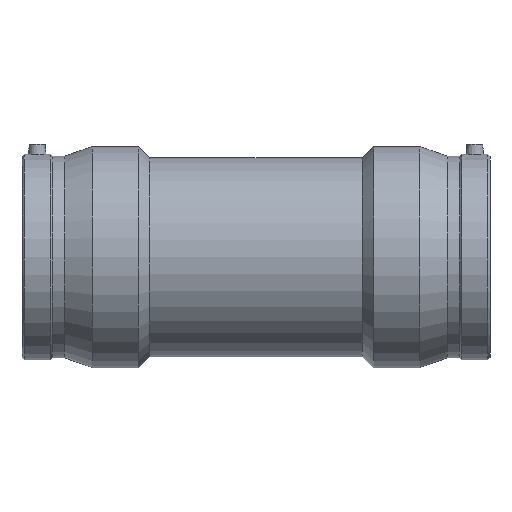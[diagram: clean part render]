
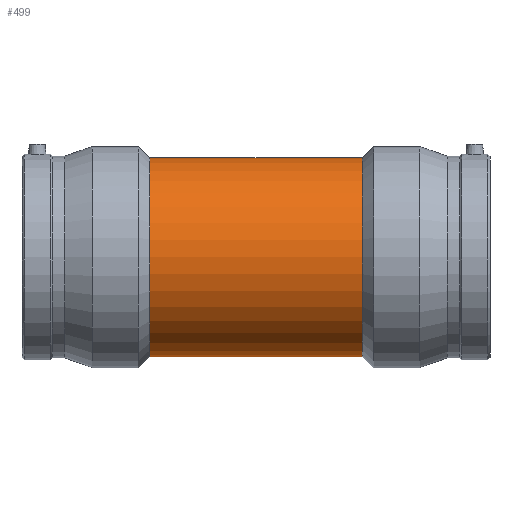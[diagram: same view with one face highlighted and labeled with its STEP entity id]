
A CAD part, top view. The second image highlights one B-rep face of the part: STEP entity #499.
In plain terms, the highlighted cylindrical face has radius 93.6 mm (diameter 187.2 mm), a full revolution.
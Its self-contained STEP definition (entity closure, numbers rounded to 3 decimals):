
#30=B_SPLINE_CURVE_WITH_KNOTS('',3,(#865,#866,#867,#868,#869,#870,#871,
#872,#873,#874,#875,#876,#877,#878,#879,#880,#881,#882,#883,#884,#885,#886,
#887,#888,#889,#890,#891,#892,#893,#894,#895,#896,#897,#898,#899,#900,#901,
#902,#903,#904,#905,#906,#907,#908,#909,#910,#911,#912,#913,#914,#915,#916,
#917,#918,#919,#920,#921,#922,#923,#924,#925,#926,#927,#928,#929,#930),
 .UNSPECIFIED.,.T.,.F.,(4,2,2,2,2,2,2,2,2,2,2,2,2,2,2,2,2,2,2,2,2,2,2,2,
2,2,2,2,2,2,2,2,4),(0.,1.129,2.258,3.386,
4.515,5.636,6.756,7.877,8.997,
10.117,11.238,12.358,13.479,14.608,
15.736,16.865,17.994,19.123,20.252,
21.38,22.509,23.63,24.75,25.87,
26.991,28.111,29.232,30.352,31.473,
32.602,33.73,34.859,35.988),
 .UNSPECIFIED.);
#69=FACE_BOUND('',#187,.T.);
#70=FACE_BOUND('',#188,.T.);
#117=FACE_OUTER_BOUND('',#186,.T.);
#186=EDGE_LOOP('',(#412));
#187=EDGE_LOOP('',(#413));
#188=EDGE_LOOP('',(#414));
#251=CIRCLE('',#568,93.6);
#252=CIRCLE('',#570,93.6);
#276=VERTEX_POINT('',#864);
#297=VERTEX_POINT('',#1058);
#298=VERTEX_POINT('',#1061);
#322=EDGE_CURVE('',#276,#276,#30,.T.);
#343=EDGE_CURVE('',#297,#297,#251,.T.);
#344=EDGE_CURVE('',#298,#298,#252,.T.);
#412=ORIENTED_EDGE('',*,*,#343,.T.);
#413=ORIENTED_EDGE('',*,*,#322,.T.);
#414=ORIENTED_EDGE('',*,*,#344,.F.);
#465=CYLINDRICAL_SURFACE('',#569,93.6);
#499=ADVANCED_FACE('',(#117,#69,#70),#465,.T.);
#568=AXIS2_PLACEMENT_3D('',#1059,#704,#705);
#569=AXIS2_PLACEMENT_3D('',#1060,#706,#707);
#570=AXIS2_PLACEMENT_3D('',#1062,#708,#709);
#704=DIRECTION('center_axis',(1.,0.,0.));
#705=DIRECTION('ref_axis',(0.,0.,-1.));
#706=DIRECTION('center_axis',(1.,0.,0.));
#707=DIRECTION('ref_axis',(0.,1.,0.));
#708=DIRECTION('center_axis',(1.,0.,0.));
#709=DIRECTION('ref_axis',(0.,0.,-1.));
#864=CARTESIAN_POINT('',(0.,-57.75,-73.661));
#865=CARTESIAN_POINT('Ctrl Pts',(0.,-57.75,-73.661));
#866=CARTESIAN_POINT('Ctrl Pts',(3.763,-57.75,-73.661));
#867=CARTESIAN_POINT('Ctrl Pts',(7.601,-57.377,-73.958));
#868=CARTESIAN_POINT('Ctrl Pts',(15.149,-55.86,-75.11));
#869=CARTESIAN_POINT('Ctrl Pts',(18.86,-54.718,-75.962));
#870=CARTESIAN_POINT('Ctrl Pts',(25.922,-51.747,-78.016));
#871=CARTESIAN_POINT('Ctrl Pts',(29.281,-49.917,-79.216));
#872=CARTESIAN_POINT('Ctrl Pts',(35.479,-45.72,-81.711));
#873=CARTESIAN_POINT('Ctrl Pts',(38.319,-43.352,-83.002));
#874=CARTESIAN_POINT('Ctrl Pts',(43.334,-38.337,-85.434));
#875=CARTESIAN_POINT('Ctrl Pts',(45.698,-35.508,-86.667));
#876=CARTESIAN_POINT('Ctrl Pts',(49.902,-29.307,-88.955));
#877=CARTESIAN_POINT('Ctrl Pts',(51.741,-25.936,-90.009));
#878=CARTESIAN_POINT('Ctrl Pts',(54.723,-18.847,-91.756));
#879=CARTESIAN_POINT('Ctrl Pts',(55.868,-15.121,-92.449));
#880=CARTESIAN_POINT('Ctrl Pts',(57.382,-7.565,-93.371));
#881=CARTESIAN_POINT('Ctrl Pts',(57.75,-3.735,-93.6));
#882=CARTESIAN_POINT('Ctrl Pts',(57.75,3.735,-93.6));
#883=CARTESIAN_POINT('Ctrl Pts',(57.382,7.565,-93.371));
#884=CARTESIAN_POINT('Ctrl Pts',(55.868,15.121,-92.449));
#885=CARTESIAN_POINT('Ctrl Pts',(54.723,18.847,-91.756));
#886=CARTESIAN_POINT('Ctrl Pts',(51.741,25.936,-90.009));
#887=CARTESIAN_POINT('Ctrl Pts',(49.902,29.307,-88.955));
#888=CARTESIAN_POINT('Ctrl Pts',(45.698,35.508,-86.667));
#889=CARTESIAN_POINT('Ctrl Pts',(43.334,38.337,-85.434));
#890=CARTESIAN_POINT('Ctrl Pts',(38.319,43.352,-83.002));
#891=CARTESIAN_POINT('Ctrl Pts',(35.479,45.72,-81.711));
#892=CARTESIAN_POINT('Ctrl Pts',(29.281,49.917,-79.216));
#893=CARTESIAN_POINT('Ctrl Pts',(25.922,51.747,-78.016));
#894=CARTESIAN_POINT('Ctrl Pts',(18.86,54.718,-75.962));
#895=CARTESIAN_POINT('Ctrl Pts',(15.149,55.86,-75.11));
#896=CARTESIAN_POINT('Ctrl Pts',(7.601,57.377,-73.958));
#897=CARTESIAN_POINT('Ctrl Pts',(3.763,57.75,-73.661));
#898=CARTESIAN_POINT('Ctrl Pts',(-3.763,57.75,-73.661));
#899=CARTESIAN_POINT('Ctrl Pts',(-7.601,57.377,-73.958));
#900=CARTESIAN_POINT('Ctrl Pts',(-15.149,55.86,-75.11));
#901=CARTESIAN_POINT('Ctrl Pts',(-18.86,54.718,-75.962));
#902=CARTESIAN_POINT('Ctrl Pts',(-25.922,51.747,-78.016));
#903=CARTESIAN_POINT('Ctrl Pts',(-29.281,49.917,-79.216));
#904=CARTESIAN_POINT('Ctrl Pts',(-35.479,45.72,-81.711));
#905=CARTESIAN_POINT('Ctrl Pts',(-38.319,43.352,-83.002));
#906=CARTESIAN_POINT('Ctrl Pts',(-43.334,38.337,-85.434));
#907=CARTESIAN_POINT('Ctrl Pts',(-45.698,35.508,-86.667));
#908=CARTESIAN_POINT('Ctrl Pts',(-49.902,29.307,-88.955));
#909=CARTESIAN_POINT('Ctrl Pts',(-51.741,25.936,-90.009));
#910=CARTESIAN_POINT('Ctrl Pts',(-54.723,18.847,-91.756));
#911=CARTESIAN_POINT('Ctrl Pts',(-55.868,15.121,-92.449));
#912=CARTESIAN_POINT('Ctrl Pts',(-57.382,7.565,-93.371));
#913=CARTESIAN_POINT('Ctrl Pts',(-57.75,3.735,-93.6));
#914=CARTESIAN_POINT('Ctrl Pts',(-57.75,-3.735,-93.6));
#915=CARTESIAN_POINT('Ctrl Pts',(-57.382,-7.565,-93.371));
#916=CARTESIAN_POINT('Ctrl Pts',(-55.868,-15.121,-92.449));
#917=CARTESIAN_POINT('Ctrl Pts',(-54.723,-18.847,-91.756));
#918=CARTESIAN_POINT('Ctrl Pts',(-51.741,-25.936,-90.009));
#919=CARTESIAN_POINT('Ctrl Pts',(-49.902,-29.307,-88.955));
#920=CARTESIAN_POINT('Ctrl Pts',(-45.698,-35.508,-86.667));
#921=CARTESIAN_POINT('Ctrl Pts',(-43.334,-38.337,-85.434));
#922=CARTESIAN_POINT('Ctrl Pts',(-38.319,-43.352,-83.002));
#923=CARTESIAN_POINT('Ctrl Pts',(-35.479,-45.72,-81.711));
#924=CARTESIAN_POINT('Ctrl Pts',(-29.281,-49.917,-79.216));
#925=CARTESIAN_POINT('Ctrl Pts',(-25.922,-51.747,-78.016));
#926=CARTESIAN_POINT('Ctrl Pts',(-18.86,-54.718,-75.962));
#927=CARTESIAN_POINT('Ctrl Pts',(-15.149,-55.86,-75.11));
#928=CARTESIAN_POINT('Ctrl Pts',(-7.601,-57.377,-73.958));
#929=CARTESIAN_POINT('Ctrl Pts',(-3.763,-57.75,-73.661));
#930=CARTESIAN_POINT('Ctrl Pts',(0.,-57.75,-73.661));
#1058=CARTESIAN_POINT('',(-100.1,93.6,0.));
#1059=CARTESIAN_POINT('Origin',(-100.1,0.,0.));
#1060=CARTESIAN_POINT('Origin',(0.,0.,0.));
#1061=CARTESIAN_POINT('',(100.1,93.6,0.));
#1062=CARTESIAN_POINT('Origin',(100.1,0.,0.));
